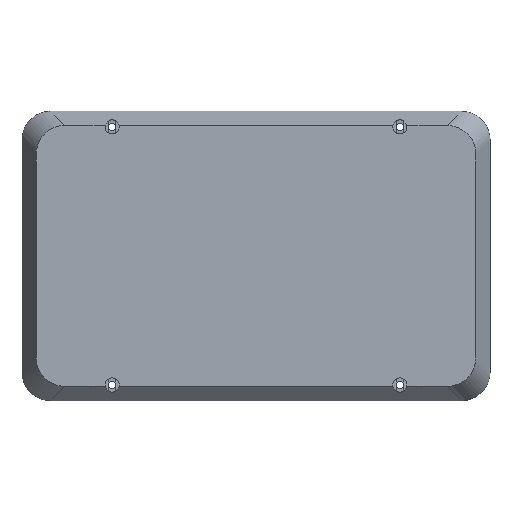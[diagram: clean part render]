
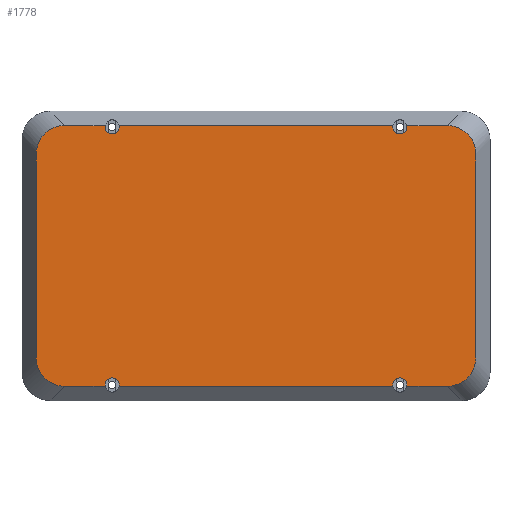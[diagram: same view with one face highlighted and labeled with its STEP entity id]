
A CAD part, top view. The second image highlights one B-rep face of the part: STEP entity #1778.
In plain terms, the highlighted planar face has unit normal (0, 0, 1).
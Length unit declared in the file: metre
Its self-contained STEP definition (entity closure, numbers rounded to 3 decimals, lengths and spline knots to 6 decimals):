
#40=B_SPLINE_CURVE_WITH_KNOTS('',3,(#2632,#2633,#2634,#2635,#2636,#2637,
#2638),.UNSPECIFIED.,.F.,.F.,(4,1,1,1,4),(0.,0.25,0.5,0.75,1.),
 .UNSPECIFIED.);
#41=B_SPLINE_CURVE_WITH_KNOTS('',3,(#2642,#2643,#2644,#2645,#2646,#2647,
#2648),.UNSPECIFIED.,.F.,.F.,(4,1,1,1,4),(0.,0.25,0.5,0.75,1.),
 .UNSPECIFIED.);
#42=B_SPLINE_CURVE_WITH_KNOTS('',3,(#2660,#2661,#2662,#2663,#2664,#2665,
#2666),.UNSPECIFIED.,.F.,.F.,(4,1,1,1,4),(0.,0.25,0.5,0.75,1.),
 .UNSPECIFIED.);
#43=B_SPLINE_CURVE_WITH_KNOTS('',3,(#2670,#2671,#2672,#2673,#2674,#2675,
#2676),.UNSPECIFIED.,.F.,.F.,(4,1,1,1,4),(0.,0.25,0.5,0.75,1.),
 .UNSPECIFIED.);
#77=LINE('',#2626,#237);
#78=LINE('',#2630,#238);
#79=LINE('',#2640,#239);
#80=LINE('',#2650,#240);
#81=LINE('',#2654,#241);
#82=LINE('',#2658,#242);
#83=LINE('',#2668,#243);
#84=LINE('',#2678,#244);
#237=VECTOR('',#2123,1.);
#238=VECTOR('',#2126,1.);
#239=VECTOR('',#2127,1.);
#240=VECTOR('',#2128,1.);
#241=VECTOR('',#2131,1.);
#242=VECTOR('',#2134,1.);
#243=VECTOR('',#2135,1.);
#244=VECTOR('',#2136,1.);
#397=PLANE('',#1913);
#483=ORIENTED_EDGE('',*,*,#1019,.F.);
#484=ORIENTED_EDGE('',*,*,#1020,.F.);
#485=ORIENTED_EDGE('',*,*,#1021,.F.);
#486=ORIENTED_EDGE('',*,*,#1022,.F.);
#487=ORIENTED_EDGE('',*,*,#1023,.F.);
#488=ORIENTED_EDGE('',*,*,#1024,.F.);
#489=ORIENTED_EDGE('',*,*,#1025,.F.);
#490=ORIENTED_EDGE('',*,*,#1026,.F.);
#491=ORIENTED_EDGE('',*,*,#1027,.F.);
#492=ORIENTED_EDGE('',*,*,#1028,.F.);
#493=ORIENTED_EDGE('',*,*,#1029,.F.);
#494=ORIENTED_EDGE('',*,*,#1030,.F.);
#495=ORIENTED_EDGE('',*,*,#1031,.F.);
#496=ORIENTED_EDGE('',*,*,#1032,.F.);
#497=ORIENTED_EDGE('',*,*,#1033,.F.);
#498=ORIENTED_EDGE('',*,*,#1034,.F.);
#1019=EDGE_CURVE('',#1287,#1288,#1454,.T.);
#1020=EDGE_CURVE('',#1289,#1287,#77,.T.);
#1021=EDGE_CURVE('',#1290,#1289,#1455,.T.);
#1022=EDGE_CURVE('',#1291,#1290,#78,.T.);
#1023=EDGE_CURVE('',#1292,#1291,#40,.F.);
#1024=EDGE_CURVE('',#1293,#1292,#79,.F.);
#1025=EDGE_CURVE('',#1294,#1293,#41,.F.);
#1026=EDGE_CURVE('',#1295,#1294,#80,.F.);
#1027=EDGE_CURVE('',#1296,#1295,#1456,.T.);
#1028=EDGE_CURVE('',#1297,#1296,#81,.F.);
#1029=EDGE_CURVE('',#1298,#1297,#1457,.T.);
#1030=EDGE_CURVE('',#1299,#1298,#82,.F.);
#1031=EDGE_CURVE('',#1300,#1299,#42,.F.);
#1032=EDGE_CURVE('',#1301,#1300,#83,.T.);
#1033=EDGE_CURVE('',#1302,#1301,#43,.F.);
#1034=EDGE_CURVE('',#1288,#1302,#84,.T.);
#1287=VERTEX_POINT('',#2624);
#1288=VERTEX_POINT('',#2625);
#1289=VERTEX_POINT('',#2627);
#1290=VERTEX_POINT('',#2629);
#1291=VERTEX_POINT('',#2631);
#1292=VERTEX_POINT('',#2639);
#1293=VERTEX_POINT('',#2641);
#1294=VERTEX_POINT('',#2649);
#1295=VERTEX_POINT('',#2651);
#1296=VERTEX_POINT('',#2653);
#1297=VERTEX_POINT('',#2655);
#1298=VERTEX_POINT('',#2657);
#1299=VERTEX_POINT('',#2659);
#1300=VERTEX_POINT('',#2667);
#1301=VERTEX_POINT('',#2669);
#1302=VERTEX_POINT('',#2677);
#1454=CIRCLE('',#1914,0.00325);
#1455=CIRCLE('',#1915,0.00325);
#1456=CIRCLE('',#1916,0.00325);
#1457=CIRCLE('',#1917,0.00325);
#1514=EDGE_LOOP('',(#483,#484,#485,#486,#487,#488,#489,#490,#491,#492,#493,
#494,#495,#496,#497,#498));
#1634=FACE_BOUND('',#1514,.T.);
#1778=ADVANCED_FACE('',(#1634),#397,.T.);
#1913=AXIS2_PLACEMENT_3D('',#2622,#2119,#2120);
#1914=AXIS2_PLACEMENT_3D('',#2623,#2121,#2122);
#1915=AXIS2_PLACEMENT_3D('',#2628,#2124,#2125);
#1916=AXIS2_PLACEMENT_3D('',#2652,#2129,#2130);
#1917=AXIS2_PLACEMENT_3D('',#2656,#2132,#2133);
#2119=DIRECTION('',(0.,0.,1.));
#2120=DIRECTION('',(1.,0.,0.));
#2121=DIRECTION('',(0.,0.,1.));
#2122=DIRECTION('',(1.,0.,0.));
#2123=DIRECTION('',(-1.,0.,0.));
#2124=DIRECTION('',(0.,0.,1.));
#2125=DIRECTION('',(1.,0.,0.));
#2126=DIRECTION('',(-1.,0.,0.));
#2127=DIRECTION('',(0.,1.,0.));
#2128=DIRECTION('',(-1.,0.,0.));
#2129=DIRECTION('',(0.,0.,1.));
#2130=DIRECTION('',(1.,0.,0.));
#2131=DIRECTION('',(-1.,0.,0.));
#2132=DIRECTION('',(0.,0.,1.));
#2133=DIRECTION('',(1.,0.,0.));
#2134=DIRECTION('',(-1.,0.,0.));
#2135=DIRECTION('',(0.,1.,0.));
#2136=DIRECTION('',(-1.,0.,0.));
#2622=CARTESIAN_POINT('',(0.002,0.,0.0327));
#2623=CARTESIAN_POINT('',(-0.063788,-0.059013,0.0327));
#2624=CARTESIAN_POINT('',(-0.060596,-0.059625,0.0327));
#2625=CARTESIAN_POINT('',(-0.066979,-0.059625,0.0327));
#2626=CARTESIAN_POINT('',(0.002,-0.059625,0.0327));
#2627=CARTESIAN_POINT('',(0.064596,-0.059625,0.0327));
#2628=CARTESIAN_POINT('',(0.067788,-0.059013,0.0327));
#2629=CARTESIAN_POINT('',(0.070979,-0.059625,0.0327));
#2630=CARTESIAN_POINT('',(0.002,-0.059625,0.0327));
#2631=CARTESIAN_POINT('',(0.0895,-0.059625,0.0327));
#2632=CARTESIAN_POINT('',(0.0895,-0.059625,0.0327));
#2633=CARTESIAN_POINT('',(0.091202,-0.059625,0.0327));
#2634=CARTESIAN_POINT('',(0.094604,-0.058948,0.0327));
#2635=CARTESIAN_POINT('',(0.098932,-0.056057,0.0327));
#2636=CARTESIAN_POINT('',(0.101823,-0.051728,0.0327));
#2637=CARTESIAN_POINT('',(0.1025,-0.048329,0.0327));
#2638=CARTESIAN_POINT('',(0.1025,-0.046625,0.0327));
#2639=CARTESIAN_POINT('',(0.1025,-0.046625,0.0327));
#2640=CARTESIAN_POINT('',(0.1025,0.,0.0327));
#2641=CARTESIAN_POINT('',(0.1025,0.046625,0.0327));
#2642=CARTESIAN_POINT('',(0.1025,0.046625,0.0327));
#2643=CARTESIAN_POINT('',(0.1025,0.048327,0.0327));
#2644=CARTESIAN_POINT('',(0.101823,0.051729,0.0327));
#2645=CARTESIAN_POINT('',(0.098932,0.056057,0.0327));
#2646=CARTESIAN_POINT('',(0.094603,0.058948,0.0327));
#2647=CARTESIAN_POINT('',(0.091204,0.059625,0.0327));
#2648=CARTESIAN_POINT('',(0.0895,0.059625,0.0327));
#2649=CARTESIAN_POINT('',(0.0895,0.059625,0.0327));
#2650=CARTESIAN_POINT('',(0.002,0.059625,0.0327));
#2651=CARTESIAN_POINT('',(0.070979,0.059625,0.0327));
#2652=CARTESIAN_POINT('',(0.067788,0.059013,0.0327));
#2653=CARTESIAN_POINT('',(0.064596,0.059625,0.0327));
#2654=CARTESIAN_POINT('',(0.002,0.059625,0.0327));
#2655=CARTESIAN_POINT('',(-0.060596,0.059625,0.0327));
#2656=CARTESIAN_POINT('',(-0.063788,0.059013,0.0327));
#2657=CARTESIAN_POINT('',(-0.066979,0.059625,0.0327));
#2658=CARTESIAN_POINT('',(0.002,0.059625,0.0327));
#2659=CARTESIAN_POINT('',(-0.0855,0.059625,0.0327));
#2660=CARTESIAN_POINT('',(-0.0855,0.059625,0.0327));
#2661=CARTESIAN_POINT('',(-0.087202,0.059625,0.0327));
#2662=CARTESIAN_POINT('',(-0.090604,0.058948,0.0327));
#2663=CARTESIAN_POINT('',(-0.094932,0.056057,0.0327));
#2664=CARTESIAN_POINT('',(-0.097823,0.051728,0.0327));
#2665=CARTESIAN_POINT('',(-0.0985,0.048329,0.0327));
#2666=CARTESIAN_POINT('',(-0.0985,0.046625,0.0327));
#2667=CARTESIAN_POINT('',(-0.0985,0.046625,0.0327));
#2668=CARTESIAN_POINT('',(-0.0985,0.,0.0327));
#2669=CARTESIAN_POINT('',(-0.0985,-0.046625,0.0327));
#2670=CARTESIAN_POINT('',(-0.0985,-0.046625,0.0327));
#2671=CARTESIAN_POINT('',(-0.0985,-0.048327,0.0327));
#2672=CARTESIAN_POINT('',(-0.097823,-0.051729,0.0327));
#2673=CARTESIAN_POINT('',(-0.094932,-0.056057,0.0327));
#2674=CARTESIAN_POINT('',(-0.090603,-0.058948,0.0327));
#2675=CARTESIAN_POINT('',(-0.087204,-0.059625,0.0327));
#2676=CARTESIAN_POINT('',(-0.0855,-0.059625,0.0327));
#2677=CARTESIAN_POINT('',(-0.0855,-0.059625,0.0327));
#2678=CARTESIAN_POINT('',(0.002,-0.059625,0.0327));
